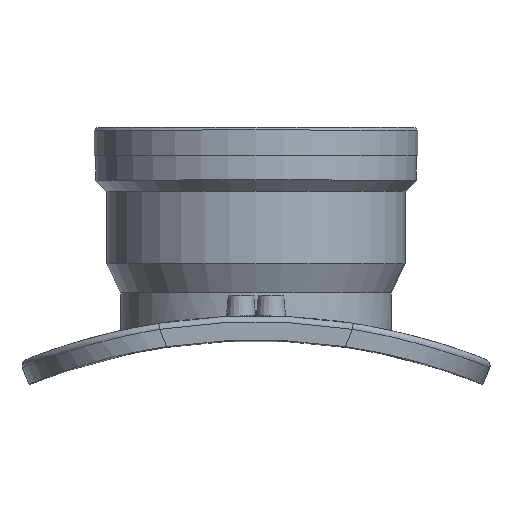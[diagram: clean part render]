
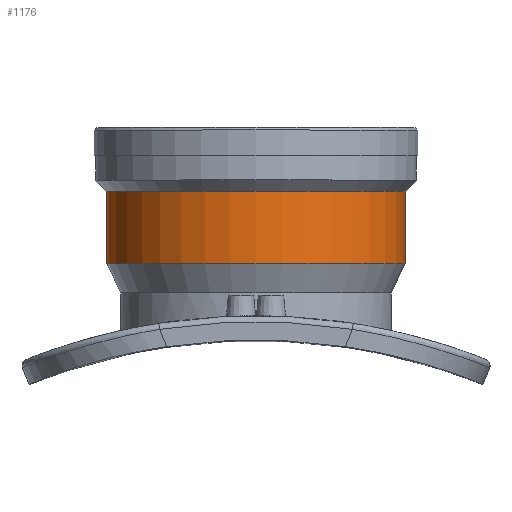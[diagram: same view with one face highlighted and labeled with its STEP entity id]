
A CAD part, top view. The second image highlights one B-rep face of the part: STEP entity #1176.
In plain terms, the highlighted cylindrical face has radius 87.5 mm (diameter 175 mm), a full revolution.
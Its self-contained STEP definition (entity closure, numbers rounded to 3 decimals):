
#72=FACE_BOUND('',#413,.T.);
#136=CIRCLE('',#1313,87.5);
#137=CIRCLE('',#1315,87.5);
#221=CYLINDRICAL_SURFACE('',#1314,87.5);
#300=FACE_OUTER_BOUND('',#412,.T.);
#412=EDGE_LOOP('',(#1072));
#413=EDGE_LOOP('',(#1073));
#611=VERTEX_POINT('',#3123);
#612=VERTEX_POINT('',#3126);
#766=EDGE_CURVE('',#611,#611,#136,.T.);
#767=EDGE_CURVE('',#612,#612,#137,.T.);
#1072=ORIENTED_EDGE('',*,*,#766,.T.);
#1073=ORIENTED_EDGE('',*,*,#767,.F.);
#1176=ADVANCED_FACE('',(#300,#72),#221,.T.);
#1313=AXIS2_PLACEMENT_3D('',#3124,#1627,#1628);
#1314=AXIS2_PLACEMENT_3D('',#3125,#1629,#1630);
#1315=AXIS2_PLACEMENT_3D('',#3127,#1631,#1632);
#1627=DIRECTION('center_axis',(0.,1.,0.));
#1628=DIRECTION('ref_axis',(1.,0.,0.));
#1629=DIRECTION('center_axis',(0.,1.,0.));
#1630=DIRECTION('ref_axis',(0.,0.,1.));
#1631=DIRECTION('center_axis',(0.,1.,0.));
#1632=DIRECTION('ref_axis',(1.,0.,0.));
#3123=CARTESIAN_POINT('',(0.,400.,87.5));
#3124=CARTESIAN_POINT('Origin',(0.,400.,0.));
#3125=CARTESIAN_POINT('Origin',(0.,421.25,0.));
#3126=CARTESIAN_POINT('',(0.,442.5,87.5));
#3127=CARTESIAN_POINT('Origin',(0.,442.5,0.));
